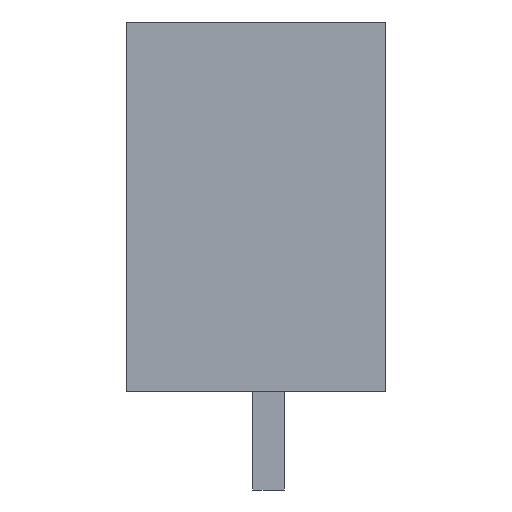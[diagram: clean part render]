
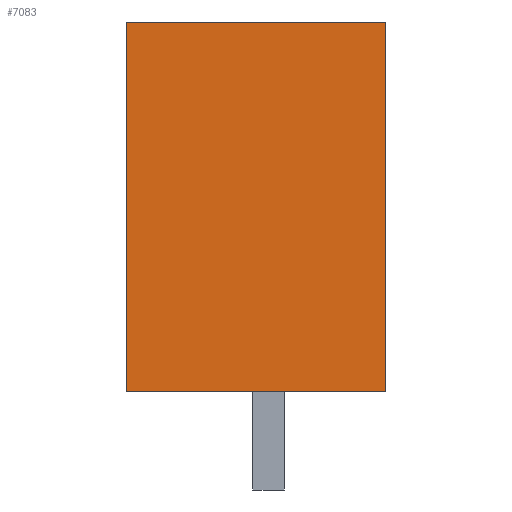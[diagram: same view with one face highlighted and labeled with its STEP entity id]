
A CAD part, left-side view. The second image highlights one B-rep face of the part: STEP entity #7083.
In plain terms, the highlighted planar face has unit normal (-1, 0, 0).
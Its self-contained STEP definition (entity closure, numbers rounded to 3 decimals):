
#7063=AXIS2_PLACEMENT_3D('Plane Axis2P3D',#7060,#7061,#7062) ;
#1701=CARTESIAN_POINT('Vertex',(0.,0.,3.2)) ;
#1704=CARTESIAN_POINT('Line Origine',(0.,4.215,3.2)) ;
#1708=CARTESIAN_POINT('Vertex',(0.,8.43,3.2)) ;
#6893=CARTESIAN_POINT('Line Origine',(0.,0.,9.2)) ;
#6897=CARTESIAN_POINT('Vertex',(0.,0.,15.2)) ;
#7060=CARTESIAN_POINT('Axis2P3D Location',(0.,8.43,15.2)) ;
#7065=CARTESIAN_POINT('Line Origine',(0.,4.215,15.2)) ;
#7069=CARTESIAN_POINT('Vertex',(0.,8.43,15.2)) ;
#7072=CARTESIAN_POINT('Line Origine',(0.,8.43,9.2)) ;
#1705=DIRECTION('Vector Direction',(0.,-1.,0.)) ;
#6894=DIRECTION('Vector Direction',(0.,0.,-1.)) ;
#7061=DIRECTION('Axis2P3D Direction',(-1.,0.,0.)) ;
#7062=DIRECTION('Axis2P3D XDirection',(0.,0.,1.)) ;
#7066=DIRECTION('Vector Direction',(0.,-1.,0.)) ;
#7073=DIRECTION('Vector Direction',(0.,0.,-1.)) ;
#1706=VECTOR('Line Direction',#1705,1.) ;
#6895=VECTOR('Line Direction',#6894,1.) ;
#7067=VECTOR('Line Direction',#7066,1.) ;
#7074=VECTOR('Line Direction',#7073,1.) ;
#7078=ORIENTED_EDGE('',*,*,#7071,.F.) ;
#7079=ORIENTED_EDGE('',*,*,#7076,.T.) ;
#7080=ORIENTED_EDGE('',*,*,#1710,.T.) ;
#7081=ORIENTED_EDGE('',*,*,#6899,.F.) ;
#7083=ADVANCED_FACE('HOUSING',(#7082),#7064,.T.) ;
#1710=EDGE_CURVE('',#1709,#1702,#1707,.T.) ;
#6899=EDGE_CURVE('',#6898,#1702,#6896,.T.) ;
#7071=EDGE_CURVE('',#7070,#6898,#7068,.T.) ;
#7076=EDGE_CURVE('',#7070,#1709,#7075,.T.) ;
#7077=EDGE_LOOP('',(#7078,#7079,#7080,#7081)) ;
#7082=FACE_OUTER_BOUND('',#7077,.T.) ;
#1707=LINE('Line',#1704,#1706) ;
#6896=LINE('Line',#6893,#6895) ;
#7068=LINE('Line',#7065,#7067) ;
#7075=LINE('Line',#7072,#7074) ;
#7064=PLANE('',#7063) ;
#1702=VERTEX_POINT('',#1701) ;
#1709=VERTEX_POINT('',#1708) ;
#6898=VERTEX_POINT('',#6897) ;
#7070=VERTEX_POINT('',#7069) ;
